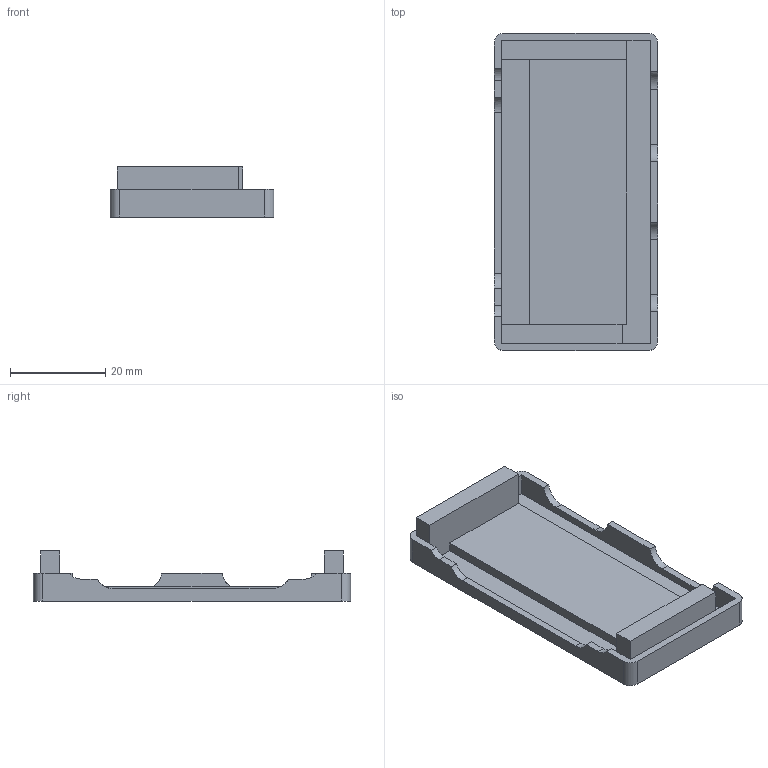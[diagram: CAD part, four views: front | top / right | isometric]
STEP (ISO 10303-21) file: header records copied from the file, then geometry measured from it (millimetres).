
FILE_DESCRIPTION (( 'STEP AP214' ), '1' );
FILE_NAME ('BoxUpper.STEP', '2025-05-01T13:50:38', ( '' ), ( '' ), 'SwSTEP 2.0', 'SolidWorks 2025', '' );
FILE_SCHEMA (( 'AUTOMOTIVE_DESIGN' ));
Length unit declared in the file: millimetre
Products named in the file (1): BoxUpper
Bounding box: 34.3 x 66.5 x 10.5 mm (x, y, z)
Volume: 7517.4 mm3; surface area: 6841.7 mm2
Topology: 1 solids, 1 shells, 44 faces, 121 edges, 79 vertices
Faces by surface type: plane 32, bspline 6, cylinder 6
Entity records: 1524 total; most frequent: CARTESIAN_POINT 411, ORIENTED_EDGE 242, DIRECTION 199, EDGE_CURVE 121, LINE 97, VECTOR 97, VERTEX_POINT 79, AXIS2_PLACEMENT_3D 51
